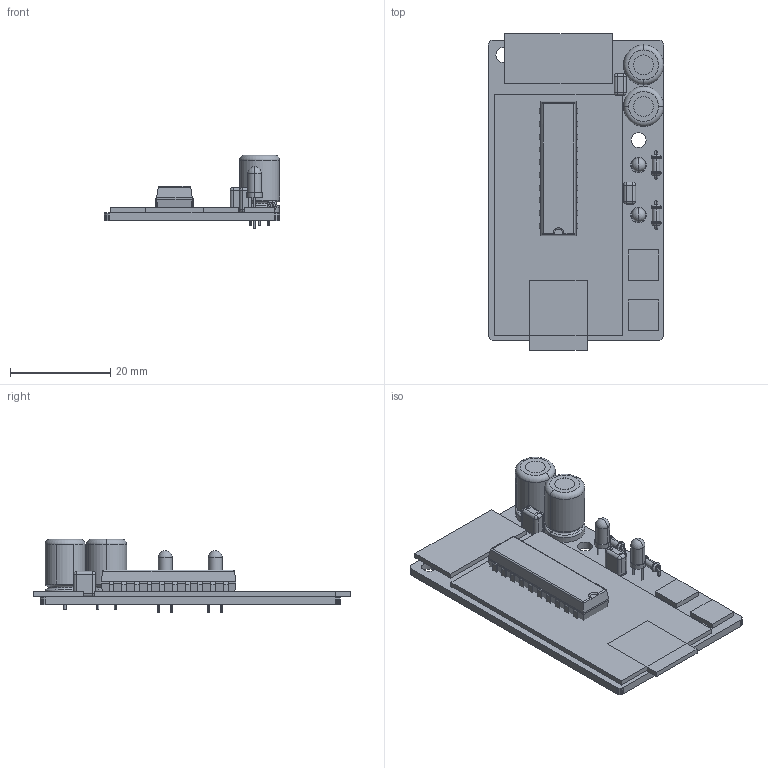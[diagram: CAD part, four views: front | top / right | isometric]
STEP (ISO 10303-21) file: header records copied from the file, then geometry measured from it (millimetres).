
FILE_DESCRIPTION(('Component Model'),'2;1');
FILE_NAME( 'step_file.step', '2018-01-06T02:13:49',('Author'),(''), 'Open CASCADE STEP processor 6.8','Component','Unknown');
FILE_SCHEMA(('AUTOMOTIVE_DESIGN_CC2 { 1 2 10303 214 -1 1 5 4 }'));
Length unit declared in the file: millimetre
Products named in the file (58): ASSEMBLY; CAPPRD350W45D800H1150P001; CAPPRD350W45D800H1150P004; CAPPRD350W45D800H1150P005; CAPPRD350W45D800H1150P002; CAPPRD350W45D800H1150P003; CAPPRD350W45D800H1150P; CAPPRD350W45D800H1150P006; CAPPRD350W45D800H1150P007; CAPPRD350W45D800H1150P008; CAPPRD350W45D800H1150P009; CAPPRD350W45D800H1150P010; CAPPRD350W45D800H1150P011; CAPRR250W50L440T240H508P001; CAPRR250W50L440T240H508P002; CAPRR250W50L440T240H508P; CAPRR250W50L440T240H508P003; CAPRR250W50L440T240H508P004; CAPRR250W50L440T240H508P005; DIP762W46P254L2693H533Q20P014; DIP762W46P254L2693H533Q20P001; DIP762W46P254L2693H533Q20P009; DIP762W46P254L2693H533Q20P017; DIP762W46P254L2693H533Q20P018; DIP762W46P254L2693H533Q20P007; DIP762W46P254L2693H533Q20P008; DIP762W46P254L2693H533Q20P015; DIP762W46P254L2693H533Q20P016; DIP762W46P254L2693H533Q20P005; DIP762W46P254L2693H533Q20P006; DIP762W46P254L2693H533Q20P010; DIP762W46P254L2693H533Q20P011; DIP762W46P254L2693H533Q20P002; DIP762W46P254L2693H533Q20P003; DIP762W46P254L2693H533Q20P; DIP762W46P254L2693H533Q20P004; DIP762W46P254L2693H533Q20P012; DIP762W46P254L2693H533Q20P013; DIP762W46P254L2693H533Q20P020; DIP762W46P254L2693H533Q20P019 ...
Assembly tree (57 placements, depth 2):
  ASSEMBLY
    CAPPRD350W45D800H1150P001
    CAPPRD350W45D800H1150P004
    CAPPRD350W45D800H1150P005
    CAPPRD350W45D800H1150P002
    CAPPRD350W45D800H1150P003
    CAPPRD350W45D800H1150P
    CAPPRD350W45D800H1150P006
    CAPPRD350W45D800H1150P007
    CAPPRD350W45D800H1150P008
    CAPPRD350W45D800H1150P009
    CAPPRD350W45D800H1150P010
    CAPPRD350W45D800H1150P011
    CAPRR250W50L440T240H508P001
    CAPRR250W50L440T240H508P002
    CAPRR250W50L440T240H508P
    CAPRR250W50L440T240H508P003
    CAPRR250W50L440T240H508P004
    CAPRR250W50L440T240H508P005
    DIP762W46P254L2693H533Q20P014
    DIP762W46P254L2693H533Q20P001
    DIP762W46P254L2693H533Q20P009
    DIP762W46P254L2693H533Q20P017
    DIP762W46P254L2693H533Q20P018
    DIP762W46P254L2693H533Q20P007
    DIP762W46P254L2693H533Q20P008
    DIP762W46P254L2693H533Q20P015
    DIP762W46P254L2693H533Q20P016
    DIP762W46P254L2693H533Q20P005
    DIP762W46P254L2693H533Q20P006
    DIP762W46P254L2693H533Q20P010
    DIP762W46P254L2693H533Q20P011
    DIP762W46P254L2693H533Q20P002
    DIP762W46P254L2693H533Q20P003
    DIP762W46P254L2693H533Q20P
    DIP762W46P254L2693H533Q20P004
    DIP762W46P254L2693H533Q20P012
    DIP762W46P254L2693H533Q20P013
    DIP762W46P254L2693H533Q20P020
    DIP762W46P254L2693H533Q20P019
    Component_1
    Component_2
    LEDRD254W000D310H620P002
    LEDRD254W000D310H620P
    LEDRD254W000D310H620P001
    LEDRD254W000D310H620P003
    LEDRD254W000D310H620P004
    LEDRD254W000D310H620P005
    RESAD508W60L400D200P001
    RESAD508W60L400D200P002
    RESAD508W60L400D200P
    RESAD508W60L400D200P003
    RESAD508W60L400D200P004
    RESAD508W60L400D200P005
    Component_3
    Component_004
    Component_4
    Component_Component
Bounding box: 35 x 63.25 x 14.71 mm (x, y, z)
Volume: 7153.5 mm3; surface area: 10392.6 mm2
Topology: 57 solids, 57 shells, 669 faces, 1509 edges, 940 vertices
Faces by surface type: plane 435, cylinder 161, torus 53, sphere 20
Full cylindrical faces by diameter (mm): 1.7 x2, 3 x4
Entity records: 44632 total; most frequent: CARTESIAN_POINT 10914, DIRECTION 5272, ORIENTED_EDGE 2978, PCURVE 2978, DEFINITIONAL_REPRESENTATION 2978, LINE 2761, VECTOR 2761, EDGE_CURVE 1489
